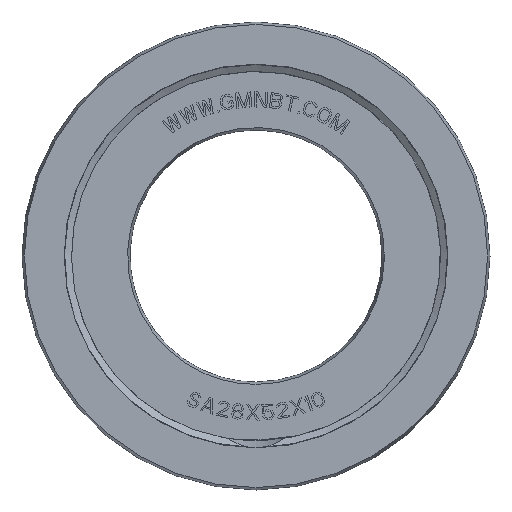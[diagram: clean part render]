
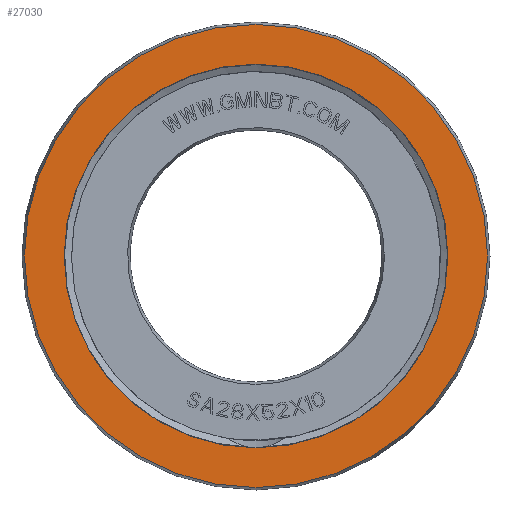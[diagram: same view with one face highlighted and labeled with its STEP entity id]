
A CAD part, front view. The second image highlights one B-rep face of the part: STEP entity #27030.
In plain terms, the highlighted planar face has unit normal (0, -1, 0).
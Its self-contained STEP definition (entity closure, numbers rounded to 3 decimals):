
#25991=CARTESIAN_POINT('',(0.,-5.,0.));
#25992=DIRECTION('',(0.,-1.,0.));
#25993=DIRECTION('',(0.,0.,-1.));
#25994=AXIS2_PLACEMENT_3D('',#25991,#25992,#25993);
#26006=CARTESIAN_POINT('',(0.,-5.,0.));
#26007=DIRECTION('',(0.,1.,0.));
#26008=DIRECTION('',(0.,0.,-1.));
#26009=AXIS2_PLACEMENT_3D('',#26006,#26007,#26008);
#26014=CARTESIAN_POINT('',(0.,-5.,0.));
#26015=DIRECTION('',(0.,1.,0.));
#26016=DIRECTION('',(0.,0.,-1.));
#26017=AXIS2_PLACEMENT_3D('',#26014,#26015,#26016);
#26022=CARTESIAN_POINT('',(0.,-5.,0.));
#26023=DIRECTION('',(0.,-1.,0.));
#26024=DIRECTION('',(0.,0.,-1.));
#26025=AXIS2_PLACEMENT_3D('',#26022,#26023,#26024);
#26867=CARTESIAN_POINT('',(0.,-5.,-21.316));
#26869=VERTEX_POINT('',#26867);
#26870=CARTESIAN_POINT('',(0.,-5.,-25.732));
#26872=VERTEX_POINT('',#26870);
#26898=CARTESIAN_POINT('',(0.,-5.,21.316));
#26899=VERTEX_POINT('',#26898);
#26900=CARTESIAN_POINT('',(0.,-5.,25.732));
#26902=VERTEX_POINT('',#26900);
#27015=CARTESIAN_POINT('',(0.,-5.,0.));
#27016=DIRECTION('',(0.,1.,0.));
#27017=DIRECTION('',(0.,0.,-1.));
#27018=AXIS2_PLACEMENT_3D('',#27015,#27016,#27017);
#27019=PLANE('',#27018);
#27020=ORIENTED_EDGE('',*,*,#26994,.F.);
#27021=ORIENTED_EDGE('',*,*,#27010,.T.);
#27022=EDGE_LOOP('',(#27020,#27021));
#27023=FACE_OUTER_BOUND('',#27022,.F.);
#27025=ORIENTED_EDGE('',*,*,#27024,.F.);
#27027=ORIENTED_EDGE('',*,*,#27026,.T.);
#27028=EDGE_LOOP('',(#27025,#27027));
#27029=FACE_BOUND('',#27028,.F.);
#25995=CIRCLE('',#25994,25.732);
#26010=CIRCLE('',#26009,25.732);
#26018=CIRCLE('',#26017,21.316);
#26026=CIRCLE('',#26025,21.316);
#26994=EDGE_CURVE('',#26872,#26902,#25995,.T.);
#27010=EDGE_CURVE('',#26872,#26902,#26010,.T.);
#27024=EDGE_CURVE('',#26869,#26899,#26018,.T.);
#27026=EDGE_CURVE('',#26869,#26899,#26026,.T.);
#27030=ADVANCED_FACE('',(#27023,#27029),#27019,.F.);
